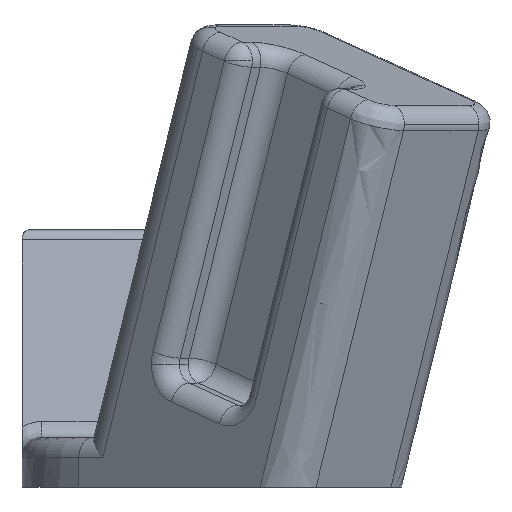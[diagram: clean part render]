
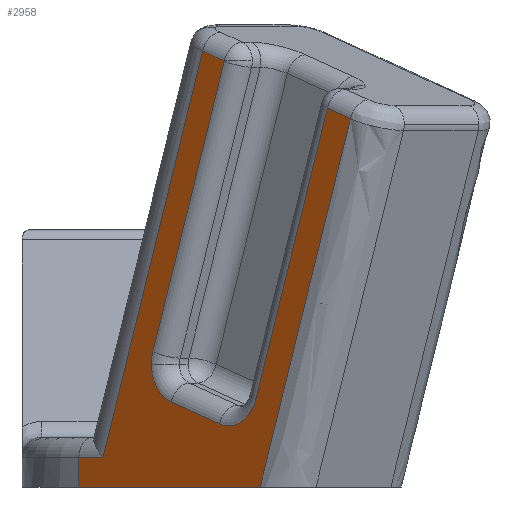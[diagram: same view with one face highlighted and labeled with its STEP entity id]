
A CAD part, left-side view. The second image highlights one B-rep face of the part: STEP entity #2958.
In plain terms, the highlighted planar face has unit normal (-0.733, 0.68, 0).
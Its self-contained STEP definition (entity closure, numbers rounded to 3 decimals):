
#21 = VECTOR ( 'NONE', #101, 1000. ) ;
#24 = DIRECTION ( 'NONE',  ( 0.68, 0.733, 0. ) ) ;
#26 = ORIENTED_EDGE ( 'NONE', *, *, #1083, .F. ) ;
#101 = DIRECTION ( 'NONE',  ( 0.216, 0.233, -0.948 ) ) ;
#117 = LINE ( 'NONE', #1969, #989 ) ;
#169 = DIRECTION ( 'NONE',  ( 0.68, 0.733, 0. ) ) ;
#220 = DIRECTION ( 'NONE',  ( 0.68, 0.733, 0. ) ) ;
#375 = DIRECTION ( 'NONE',  ( -0.733, 0.68, 0. ) ) ;
#514 = VERTEX_POINT ( 'NONE', #4038 ) ;
#625 = LINE ( 'NONE', #987, #3774 ) ;
#635 = DIRECTION ( 'NONE',  ( 0.216, 0.233, -0.948 ) ) ;
#671 = EDGE_CURVE ( 'NONE', #4601, #1220, #1811, .T. ) ;
#684 = LINE ( 'NONE', #1819, #755 ) ;
#727 = DIRECTION ( 'NONE',  ( 0.68, 0.733, 0. ) ) ;
#739 = VERTEX_POINT ( 'NONE', #3806 ) ;
#755 = VECTOR ( 'NONE', #4794, 1000. ) ;
#774 = VERTEX_POINT ( 'NONE', #4169 ) ;
#781 = CARTESIAN_POINT ( 'NONE',  ( -36.27, 7.248, 0. ) ) ;
#834 = CARTESIAN_POINT ( 'NONE',  ( -47.879, -5.254, 44.064 ) ) ;
#974 = CARTESIAN_POINT ( 'NONE',  ( -50.423, -7.994, -1.96 ) ) ;
#975 = VECTOR ( 'NONE', #1385, 1000. ) ;
#987 = CARTESIAN_POINT ( 'NONE',  ( -58.3, -16.477, 38.94 ) ) ;
#989 = VECTOR ( 'NONE', #3488, 1000. ) ;
#998 = VERTEX_POINT ( 'NONE', #3298 ) ;
#1026 = EDGE_CURVE ( 'NONE', #3547, #4578, #2841, .T. ) ;
#1048 = EDGE_CURVE ( 'NONE', #4635, #514, #1751, .T. ) ;
#1054 = DIRECTION ( 'NONE',  ( 0.645, 0.695, 0.317 ) ) ;
#1083 = EDGE_CURVE ( 'NONE', #2275, #4578, #2465, .T. ) ;
#1217 = EDGE_CURVE ( 'NONE', #739, #4139, #117, .T. ) ;
#1220 = VERTEX_POINT ( 'NONE', #2393 ) ;
#1295 = ORIENTED_EDGE ( 'NONE', *, *, #1217, .T. ) ;
#1305 = LINE ( 'NONE', #1966, #3173 ) ;
#1385 = DIRECTION ( 'NONE',  ( 0.216, 0.233, -0.948 ) ) ;
#1533 = ORIENTED_EDGE ( 'NONE', *, *, #2642, .T. ) ;
#1720 = ORIENTED_EDGE ( 'NONE', *, *, #3830, .T. ) ;
#1751 = LINE ( 'NONE', #2542, #975 ) ;
#1773 = EDGE_CURVE ( 'NONE', #4635, #3547, #625, .T. ) ;
#1809 = CARTESIAN_POINT ( 'NONE',  ( -61.757, -20.2, 37.24 ) ) ;
#1811 = LINE ( 'NONE', #834, #2520 ) ;
#1819 = CARTESIAN_POINT ( 'NONE',  ( -36.27, 7.248, 0. ) ) ;
#1966 = CARTESIAN_POINT ( 'NONE',  ( -36.27, 7.248, 3. ) ) ;
#1969 = CARTESIAN_POINT ( 'NONE',  ( -36.27, 7.248, 5. ) ) ;
#2057 = CARTESIAN_POINT ( 'NONE',  ( -48.311, -5.719, 45.961 ) ) ;
#2102 = EDGE_LOOP ( 'NONE', ( #1720, #1533, #1295, #3659, #4681, #4061, #4591, #26, #4058, #3171, #3828, #4503, #4334 ) ) ;
#2182 = CARTESIAN_POINT ( 'NONE',  ( -49.911, -7.443, 43.065 ) ) ;
#2275 = VERTEX_POINT ( 'NONE', #2373 ) ;
#2319 = AXIS2_PLACEMENT_3D ( 'NONE', #4284, #4594, #169 ) ;
#2329 = LINE ( 'NONE', #2057, #21 ) ;
#2360 = VECTOR ( 'NONE', #4817, 1000. ) ;
#2373 = CARTESIAN_POINT ( 'NONE',  ( -49.453, -6.949, 6.383 ) ) ;
#2393 = CARTESIAN_POINT ( 'NONE',  ( -47.879, -5.254, 44.064 ) ) ;
#2458 = AXIS2_PLACEMENT_3D ( 'NONE', #3358, #4057, #727 ) ;
#2465 = CIRCLE ( 'NONE', #2693, 4. ) ;
#2493 = AXIS2_PLACEMENT_3D ( 'NONE', #4149, #375, #3035 ) ;
#2507 = EDGE_CURVE ( 'NONE', #4139, #514, #684, .T. ) ;
#2520 = VECTOR ( 'NONE', #1054, 1000. ) ;
#2542 = CARTESIAN_POINT ( 'NONE',  ( -62.189, -20.665, 39.137 ) ) ;
#2575 = FACE_OUTER_BOUND ( 'NONE', #2102, .T. ) ;
#2642 = EDGE_CURVE ( 'NONE', #774, #739, #1305, .T. ) ;
#2660 = EDGE_CURVE ( 'NONE', #998, #4476, #3787, .T. ) ;
#2693 = AXIS2_PLACEMENT_3D ( 'NONE', #4073, #3437, #24 ) ;
#2822 = CARTESIAN_POINT ( 'NONE',  ( -59.591, -17.867, 38.305 ) ) ;
#2841 = LINE ( 'NONE', #974, #2931 ) ;
#2930 = LINE ( 'NONE', #3180, #2360 ) ;
#2931 = VECTOR ( 'NONE', #635, 1000. ) ;
#2958 = ADVANCED_FACE ( 'NONE', ( #2575 ), #4082, .F. ) ;
#2962 = CIRCLE ( 'NONE', #2493, 4. ) ;
#3035 = DIRECTION ( 'NONE',  ( 0.68, 0.733, 0. ) ) ;
#3061 = CARTESIAN_POINT ( 'NONE',  ( -40.744, 2.429, 2.8 ) ) ;
#3085 = LINE ( 'NONE', #3061, #3265 ) ;
#3088 = EDGE_CURVE ( 'NONE', #3694, #4601, #3085, .T. ) ;
#3171 = ORIENTED_EDGE ( 'NONE', *, *, #2660, .F. ) ;
#3173 = VECTOR ( 'NONE', #220, 1000. ) ;
#3180 = CARTESIAN_POINT ( 'NONE',  ( -37.88, 5.514, 12.074 ) ) ;
#3210 = CARTESIAN_POINT ( 'NONE',  ( -43.218, -0.235, 13.667 ) ) ;
#3265 = VECTOR ( 'NONE', #4199, 1000. ) ;
#3298 = CARTESIAN_POINT ( 'NONE',  ( -43.078, -0.084, 12.397 ) ) ;
#3358 = CARTESIAN_POINT ( 'NONE',  ( -36.27, 7.248, 5. ) ) ;
#3437 = DIRECTION ( 'NONE',  ( -0.733, 0.68, 0. ) ) ;
#3488 = DIRECTION ( 'NONE',  ( 0., 0., -1. ) ) ;
#3547 = VERTEX_POINT ( 'NONE', #2822 ) ;
#3659 = ORIENTED_EDGE ( 'NONE', *, *, #2507, .T. ) ;
#3689 = CARTESIAN_POINT ( 'NONE',  ( -52.898, -10.659, 8.907 ) ) ;
#3694 = VERTEX_POINT ( 'NONE', #3210 ) ;
#3774 = VECTOR ( 'NONE', #4283, 1000. ) ;
#3787 = CIRCLE ( 'NONE', #2319, 4. ) ;
#3806 = CARTESIAN_POINT ( 'NONE',  ( -36.27, 7.248, 3. ) ) ;
#3828 = ORIENTED_EDGE ( 'NONE', *, *, #4680, .F. ) ;
#3830 = EDGE_CURVE ( 'NONE', #1220, #774, #2329, .T. ) ;
#3963 = EDGE_CURVE ( 'NONE', #2275, #4476, #2930, .T. ) ;
#4038 = CARTESIAN_POINT ( 'NONE',  ( -53.278, -11.069, 0. ) ) ;
#4057 = DIRECTION ( 'NONE',  ( 0.733, -0.68, 0. ) ) ;
#4058 = ORIENTED_EDGE ( 'NONE', *, *, #3963, .T. ) ;
#4061 = ORIENTED_EDGE ( 'NONE', *, *, #1773, .T. ) ;
#4073 = CARTESIAN_POINT ( 'NONE',  ( -50.316, -7.879, 10.176 ) ) ;
#4082 = PLANE ( 'NONE',  #2458 ) ;
#4139 = VERTEX_POINT ( 'NONE', #781 ) ;
#4149 = CARTESIAN_POINT ( 'NONE',  ( -45.799, -3.015, 12.397 ) ) ;
#4169 = CARTESIAN_POINT ( 'NONE',  ( -38.53, 4.814, 3. ) ) ;
#4199 = DIRECTION ( 'NONE',  ( -0.216, -0.233, 0.948 ) ) ;
#4252 = CARTESIAN_POINT ( 'NONE',  ( -44.936, -2.085, 8.604 ) ) ;
#4283 = DIRECTION ( 'NONE',  ( 0.645, 0.695, 0.317 ) ) ;
#4284 = CARTESIAN_POINT ( 'NONE',  ( -45.799, -3.015, 12.397 ) ) ;
#4334 = ORIENTED_EDGE ( 'NONE', *, *, #671, .T. ) ;
#4476 = VERTEX_POINT ( 'NONE', #4252 ) ;
#4503 = ORIENTED_EDGE ( 'NONE', *, *, #3088, .T. ) ;
#4578 = VERTEX_POINT ( 'NONE', #3689 ) ;
#4591 = ORIENTED_EDGE ( 'NONE', *, *, #1026, .T. ) ;
#4594 = DIRECTION ( 'NONE',  ( -0.733, 0.68, 0. ) ) ;
#4601 = VERTEX_POINT ( 'NONE', #2182 ) ;
#4635 = VERTEX_POINT ( 'NONE', #1809 ) ;
#4680 = EDGE_CURVE ( 'NONE', #3694, #998, #2962, .T. ) ;
#4681 = ORIENTED_EDGE ( 'NONE', *, *, #1048, .F. ) ;
#4794 = DIRECTION ( 'NONE',  ( -0.68, -0.733, 0. ) ) ;
#4817 = DIRECTION ( 'NONE',  ( 0.645, 0.695, 0.317 ) ) ;
